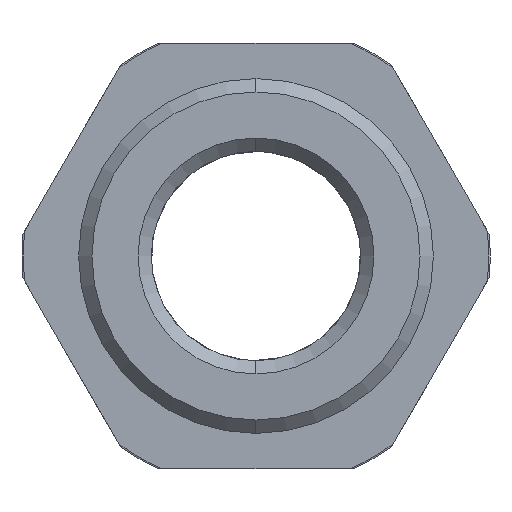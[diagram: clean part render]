
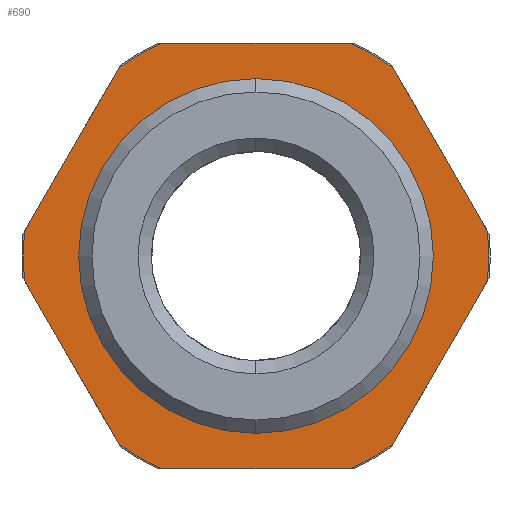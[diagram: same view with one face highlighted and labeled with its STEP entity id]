
A CAD part, left-side view. The second image highlights one B-rep face of the part: STEP entity #690.
In plain terms, the highlighted planar face has unit normal (-1, 0, 0).
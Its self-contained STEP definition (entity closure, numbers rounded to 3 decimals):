
#65 = EDGE_CURVE ( 'NONE', #11588, #3381, #15060, .T. ) ;
#190 = CARTESIAN_POINT ( 'NONE',  ( 10.3, 7.643, -10.762 ) ) ;
#386 = CARTESIAN_POINT ( 'NONE',  ( 10.3, -5.303, 12. ) ) ;
#462 = DIRECTION ( 'NONE',  ( 0., -0.5, -0.866 ) ) ;
#466 = CARTESIAN_POINT ( 'NONE',  ( 10.3, 5.303, 12. ) ) ;
#507 = CARTESIAN_POINT ( 'NONE',  ( 10.3, 0., 0. ) ) ;
#651 = DIRECTION ( 'NONE',  ( 0., 0., -1. ) ) ;
#690 = ADVANCED_FACE ( 'NONE', ( #6274, #9738 ), #16314, .F. ) ;
#713 = DIRECTION ( 'NONE',  ( 0., 1., 0. ) ) ;
#807 = AXIS2_PLACEMENT_3D ( 'NONE', #8726, #13850, #7300 ) ;
#953 = VECTOR ( 'NONE', #713, 1000. ) ;
#1367 = CIRCLE ( 'NONE', #16261, 10. ) ;
#1407 = EDGE_CURVE ( 'NONE', #4409, #12558, #15557, .T. ) ;
#1539 = CARTESIAN_POINT ( 'NONE',  ( 10.3, -7.741, 10.593 ) ) ;
#1702 = AXIS2_PLACEMENT_3D ( 'NONE', #1914, #6981, #5733 ) ;
#1786 = LINE ( 'NONE', #14795, #953 ) ;
#1914 = CARTESIAN_POINT ( 'NONE',  ( 10.3, 10., 0. ) ) ;
#1954 = ORIENTED_EDGE ( 'NONE', *, *, #13414, .F. ) ;
#2058 = CIRCLE ( 'NONE', #807, 13.12 ) ;
#2471 = CARTESIAN_POINT ( 'NONE',  ( 10.3, -5.303, -12. ) ) ;
#2498 = ORIENTED_EDGE ( 'NONE', *, *, #7972, .F. ) ;
#2658 = AXIS2_PLACEMENT_3D ( 'NONE', #507, #10999, #2983 ) ;
#2809 = DIRECTION ( 'NONE',  ( 0., 0., -1. ) ) ;
#2956 = CIRCLE ( 'NONE', #2658, 10. ) ;
#2983 = DIRECTION ( 'NONE',  ( 0., 0., -1. ) ) ;
#3045 = CARTESIAN_POINT ( 'NONE',  ( 10.3, 0., 0. ) ) ;
#3103 = VERTEX_POINT ( 'NONE', #386 ) ;
#3140 = EDGE_CURVE ( 'NONE', #3381, #15094, #7102, .T. ) ;
#3353 = DIRECTION ( 'NONE',  ( 1., 0., 0. ) ) ;
#3381 = VERTEX_POINT ( 'NONE', #16598 ) ;
#3399 = EDGE_CURVE ( 'NONE', #12558, #3103, #16279, .T. ) ;
#3429 = CARTESIAN_POINT ( 'NONE',  ( 10.3, 13.142, 1.238 ) ) ;
#3613 = DIRECTION ( 'NONE',  ( 1., 0., 0. ) ) ;
#3624 = CIRCLE ( 'NONE', #10893, 13.12 ) ;
#3732 = AXIS2_PLACEMENT_3D ( 'NONE', #9519, #13454, #16180 ) ;
#3768 = CARTESIAN_POINT ( 'NONE',  ( 10.3, 0., -10. ) ) ;
#3865 = EDGE_CURVE ( 'NONE', #5597, #13126, #3624, .T. ) ;
#3870 = VECTOR ( 'NONE', #462, 1000. ) ;
#4074 = ORIENTED_EDGE ( 'NONE', *, *, #9600, .F. ) ;
#4147 = LINE ( 'NONE', #3429, #10254 ) ;
#4328 = AXIS2_PLACEMENT_3D ( 'NONE', #7136, #8506, #651 ) ;
#4409 = VERTEX_POINT ( 'NONE', #6761 ) ;
#4505 = DIRECTION ( 'NONE',  ( 1., 0., 0. ) ) ;
#4665 = VECTOR ( 'NONE', #12232, 1000. ) ;
#4686 = EDGE_CURVE ( 'NONE', #10149, #11588, #1786, .T. ) ;
#4803 = ORIENTED_EDGE ( 'NONE', *, *, #12540, .F. ) ;
#4930 = DIRECTION ( 'NONE',  ( 0., 0., -1. ) ) ;
#4953 = DIRECTION ( 'NONE',  ( 0., 0.5, -0.866 ) ) ;
#5013 = CARTESIAN_POINT ( 'NONE',  ( 10.3, -13.142, -1.238 ) ) ;
#5014 = EDGE_CURVE ( 'NONE', #6210, #12343, #1367, .T. ) ;
#5264 = CARTESIAN_POINT ( 'NONE',  ( 10.3, 5.303, -12. ) ) ;
#5375 = ORIENTED_EDGE ( 'NONE', *, *, #3399, .F. ) ;
#5473 = CARTESIAN_POINT ( 'NONE',  ( 10.3, 13.044, -1.407 ) ) ;
#5597 = VERTEX_POINT ( 'NONE', #7858 ) ;
#5733 = DIRECTION ( 'NONE',  ( 0., 0., -1. ) ) ;
#5806 = CIRCLE ( 'NONE', #16806, 13.12 ) ;
#5942 = CARTESIAN_POINT ( 'NONE',  ( 10.3, 13.044, 1.407 ) ) ;
#6210 = VERTEX_POINT ( 'NONE', #13288 ) ;
#6274 = FACE_BOUND ( 'NONE', #14022, .T. ) ;
#6658 = DIRECTION ( 'NONE',  ( 1., 0., 0. ) ) ;
#6761 = CARTESIAN_POINT ( 'NONE',  ( 10.3, 7.741, 10.593 ) ) ;
#6981 = DIRECTION ( 'NONE',  ( 1., 0., 0. ) ) ;
#7102 = LINE ( 'NONE', #190, #4665 ) ;
#7136 = CARTESIAN_POINT ( 'NONE',  ( 10.3, 0., 0. ) ) ;
#7260 = DIRECTION ( 'NONE',  ( 0., 0., -1. ) ) ;
#7300 = DIRECTION ( 'NONE',  ( 0., 0., -1. ) ) ;
#7343 = DIRECTION ( 'NONE',  ( 0., -0.5, 0.866 ) ) ;
#7354 = AXIS2_PLACEMENT_3D ( 'NONE', #14520, #6658, #2809 ) ;
#7369 = CARTESIAN_POINT ( 'NONE',  ( 10.3, 0., 0. ) ) ;
#7437 = CARTESIAN_POINT ( 'NONE',  ( 10.3, -7.741, -10.593 ) ) ;
#7858 = CARTESIAN_POINT ( 'NONE',  ( 10.3, -13.044, 1.407 ) ) ;
#7883 = CARTESIAN_POINT ( 'NONE',  ( 10.3, -13.044, -1.407 ) ) ;
#7957 = ORIENTED_EDGE ( 'NONE', *, *, #1407, .F. ) ;
#7972 = EDGE_CURVE ( 'NONE', #10068, #10149, #5806, .T. ) ;
#8316 = EDGE_LOOP ( 'NONE', ( #11477, #11859, #2498, #4074, #13676, #12534, #1954, #5375, #7957, #14449, #4803, #10200 ) ) ;
#8317 = CARTESIAN_POINT ( 'NONE',  ( 10.3, -7.643, 10.762 ) ) ;
#8506 = DIRECTION ( 'NONE',  ( 1., 0., 0. ) ) ;
#8726 = CARTESIAN_POINT ( 'NONE',  ( 10.3, 0., 0. ) ) ;
#8839 = VECTOR ( 'NONE', #4953, 1000. ) ;
#9473 = EDGE_CURVE ( 'NONE', #11581, #5597, #16503, .T. ) ;
#9519 = CARTESIAN_POINT ( 'NONE',  ( 10.3, 0., 0. ) ) ;
#9600 = EDGE_CURVE ( 'NONE', #13126, #10068, #11090, .T. ) ;
#9738 = FACE_OUTER_BOUND ( 'NONE', #8316, .T. ) ;
#9758 = EDGE_CURVE ( 'NONE', #12343, #6210, #2956, .T. ) ;
#10052 = CARTESIAN_POINT ( 'NONE',  ( 10.3, 0., 0. ) ) ;
#10068 = VERTEX_POINT ( 'NONE', #7437 ) ;
#10149 = VERTEX_POINT ( 'NONE', #2471 ) ;
#10200 = ORIENTED_EDGE ( 'NONE', *, *, #3140, .F. ) ;
#10254 = VECTOR ( 'NONE', #7343, 1000. ) ;
#10437 = EDGE_CURVE ( 'NONE', #13319, #4409, #4147, .T. ) ;
#10893 = AXIS2_PLACEMENT_3D ( 'NONE', #7369, #3613, #4930 ) ;
#10999 = DIRECTION ( 'NONE',  ( 1., 0., 0. ) ) ;
#11090 = LINE ( 'NONE', #5013, #8839 ) ;
#11331 = ORIENTED_EDGE ( 'NONE', *, *, #5014, .T. ) ;
#11474 = DIRECTION ( 'NONE',  ( 0., -1., 0. ) ) ;
#11477 = ORIENTED_EDGE ( 'NONE', *, *, #65, .F. ) ;
#11581 = VERTEX_POINT ( 'NONE', #1539 ) ;
#11588 = VERTEX_POINT ( 'NONE', #5264 ) ;
#11859 = ORIENTED_EDGE ( 'NONE', *, *, #4686, .F. ) ;
#12232 = DIRECTION ( 'NONE',  ( 0., 0.5, 0.866 ) ) ;
#12343 = VERTEX_POINT ( 'NONE', #3768 ) ;
#12534 = ORIENTED_EDGE ( 'NONE', *, *, #9473, .F. ) ;
#12540 = EDGE_CURVE ( 'NONE', #15094, #13319, #14709, .T. ) ;
#12558 = VERTEX_POINT ( 'NONE', #466 ) ;
#12784 = CARTESIAN_POINT ( 'NONE',  ( 10.3, 5.499, 12. ) ) ;
#12810 = VECTOR ( 'NONE', #11474, 1000. ) ;
#13022 = ORIENTED_EDGE ( 'NONE', *, *, #9758, .T. ) ;
#13126 = VERTEX_POINT ( 'NONE', #7883 ) ;
#13288 = CARTESIAN_POINT ( 'NONE',  ( 10.3, 0., 10. ) ) ;
#13319 = VERTEX_POINT ( 'NONE', #5942 ) ;
#13414 = EDGE_CURVE ( 'NONE', #3103, #11581, #2058, .T. ) ;
#13454 = DIRECTION ( 'NONE',  ( 1., 0., 0. ) ) ;
#13606 = DIRECTION ( 'NONE',  ( 0., 0., -1. ) ) ;
#13676 = ORIENTED_EDGE ( 'NONE', *, *, #3865, .F. ) ;
#13850 = DIRECTION ( 'NONE',  ( 1., 0., 0. ) ) ;
#14022 = EDGE_LOOP ( 'NONE', ( #13022, #11331 ) ) ;
#14449 = ORIENTED_EDGE ( 'NONE', *, *, #10437, .F. ) ;
#14520 = CARTESIAN_POINT ( 'NONE',  ( 10.3, 0., 0. ) ) ;
#14709 = CIRCLE ( 'NONE', #3732, 13.12 ) ;
#14795 = CARTESIAN_POINT ( 'NONE',  ( 10.3, -5.499, -12. ) ) ;
#15060 = CIRCLE ( 'NONE', #7354, 13.12 ) ;
#15094 = VERTEX_POINT ( 'NONE', #5473 ) ;
#15557 = CIRCLE ( 'NONE', #4328, 13.12 ) ;
#16180 = DIRECTION ( 'NONE',  ( 0., 0., -1. ) ) ;
#16261 = AXIS2_PLACEMENT_3D ( 'NONE', #3045, #4505, #13606 ) ;
#16279 = LINE ( 'NONE', #12784, #12810 ) ;
#16314 = PLANE ( 'NONE',  #1702 ) ;
#16503 = LINE ( 'NONE', #8317, #3870 ) ;
#16598 = CARTESIAN_POINT ( 'NONE',  ( 10.3, 7.741, -10.593 ) ) ;
#16806 = AXIS2_PLACEMENT_3D ( 'NONE', #10052, #3353, #7260 ) ;
